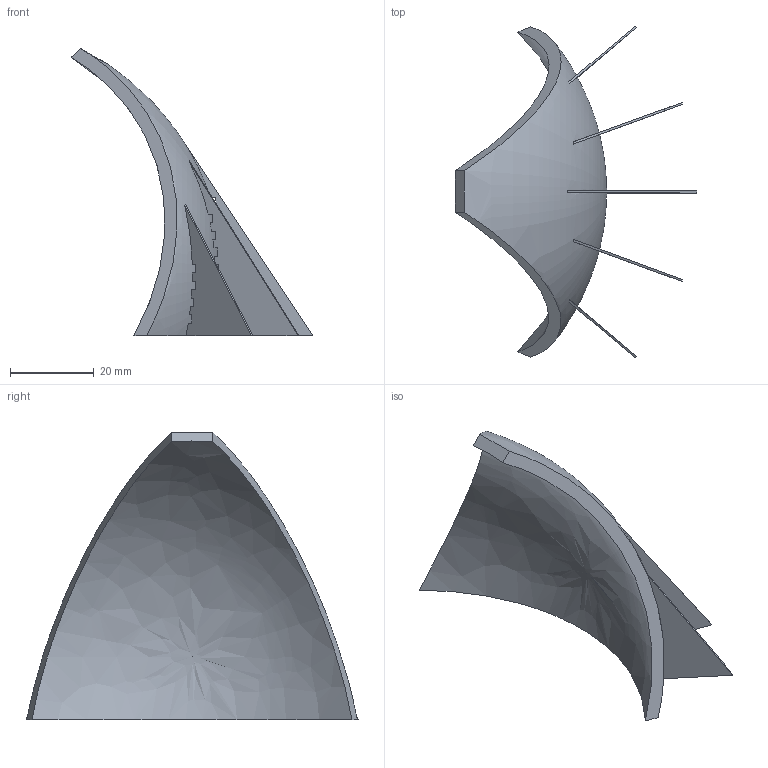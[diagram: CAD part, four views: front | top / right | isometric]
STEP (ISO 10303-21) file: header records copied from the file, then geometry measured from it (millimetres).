
FILE_DESCRIPTION(('Open CASCADE Model'),'2;1');
FILE_NAME('Open CASCADE Shape Model','2025-07-01T08:45:33',('Author'),( 'Open CASCADE'),'Open CASCADE STEP processor 7.7','Open CASCADE 7.7' ,'Unknown');
FILE_SCHEMA(('AUTOMOTIVE_DESIGN { 1 0 10303 214 1 1 1 1 }'));
Length unit declared in the file: millimetre
Products named in the file (1): Open CASCADE STEP translator 7.7 1041
Bounding box: 57.87 x 79.51 x 68.8 mm (x, y, z)
Volume: 13227.4 mm3; surface area: 12527.8 mm2
Topology: 1 solids, 1 shells, 115 faces, 438 edges, 290 vertices
Faces by surface type: plane 113, revolution 2
Entity records: 22460 total; most frequent: CARTESIAN_POINT 14790, DIRECTION 1090, ORIENTED_EDGE 872, PCURVE 872, DEFINITIONAL_REPRESENTATION 872, LINE 842, VECTOR 842, B_SPLINE_CURVE_WITH_KNOTS 456
